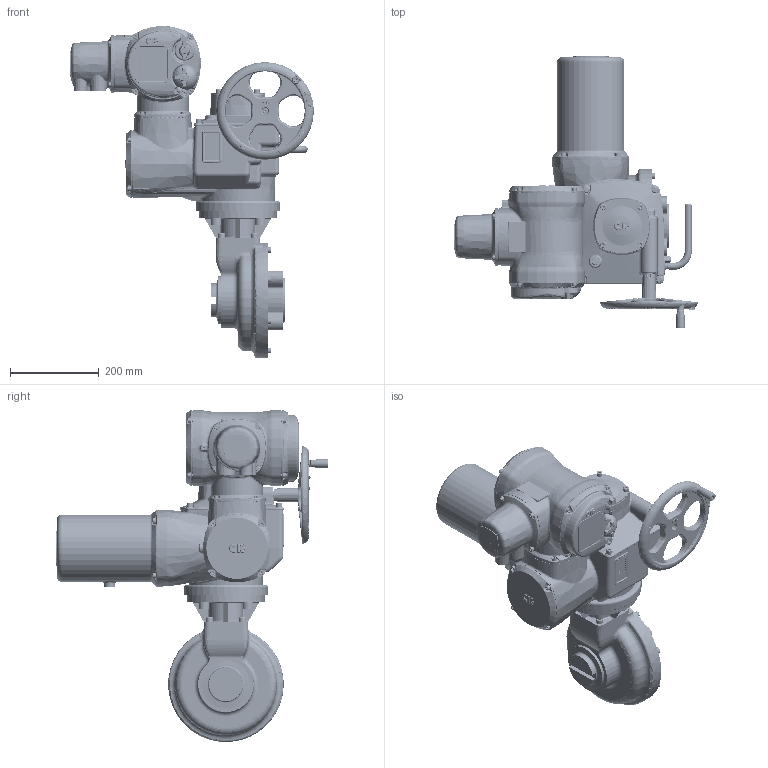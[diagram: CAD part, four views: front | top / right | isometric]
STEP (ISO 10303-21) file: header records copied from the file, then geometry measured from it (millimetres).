
FILE_DESCRIPTION(/* description */ ('Unknown'),/* implementation_level */ '2;1');
FILE_NAME(/* name */ 'A9B6N0BS00X-1',/* time_stamp */ '2019-11-29T10:41:15+05:00',/* author */ ('Unknown'),/* organization */ ('Unknown'),/* preprocessor_version */ 'ST-DEVELOPER v16.7',/* originating_system */ 'DEX',/* authorisation */ $);
FILE_SCHEMA (('AUTOMOTIVE_DESIGN {1 0 10303 214 3 1 1}'));
Length unit declared in the file: millimetre
Products named in the file (1): A9B6N0BS00
Bounding box: 548.57 x 613.22 x 747.4 mm (x, y, z)
Volume: 30304949.3 mm3; surface area: 1200306.6 mm2
Topology: 1 solids, 36 shells, 10615 faces, 25640 edges, 15360 vertices
Faces by surface type: plane 3624, bspline 3067, cylinder 2534, torus 749, cone 496, sphere 145
Full cylindrical faces by diameter (mm): 0.65 x1, 1.152 x1, 4.917 x18, 6 x12, 6.45 x1, 6.47 x1, 6.5 x8, 6.647 x12, 7 x2, 8 x12, 8.2 x1, 8.5 x8, 10 x31, 10.22 x4, 10.5 x8, 13 x18, 13.25 x4, 13.5 x9, 14 x5, 15.5 x1, 16 x16, 16.1 x1, 17 x8, 18.376 x1, 18.5 x4, 19 x1, 20 x1, 23.376 x1, 24 x4, 30.376 x1
Entity records: 470497 total; most frequent: CARTESIAN_POINT 177932, ORIENTED_EDGE 49164, DIRECTION 37350, EDGE_CURVE 24582, VERTEX_POINT 15121, AXIS2_PLACEMENT_3D 13389, FACE_BOUND 11763, EDGE_LOOP 11707
